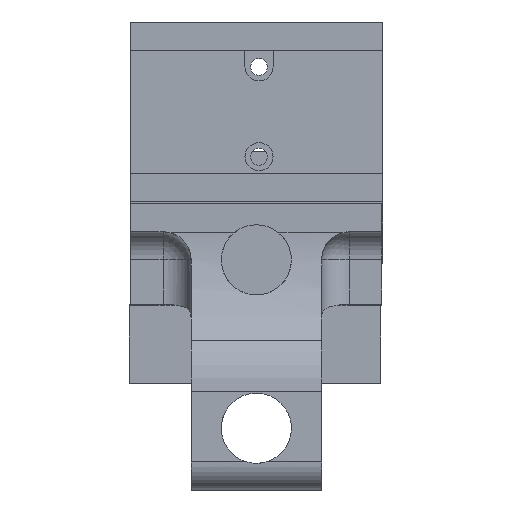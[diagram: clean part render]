
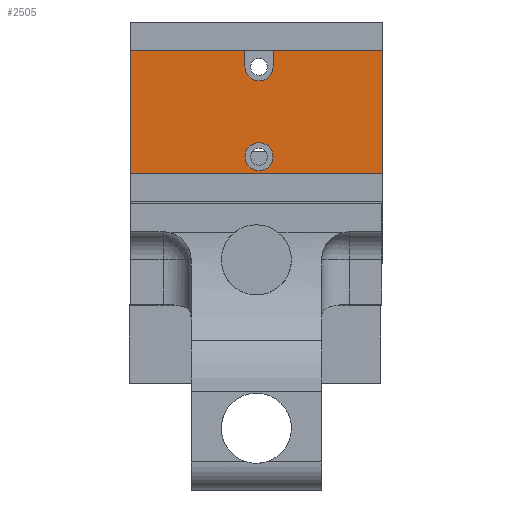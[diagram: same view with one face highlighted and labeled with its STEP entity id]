
A CAD part, left-side view. The second image highlights one B-rep face of the part: STEP entity #2505.
In plain terms, the highlighted face is planar.
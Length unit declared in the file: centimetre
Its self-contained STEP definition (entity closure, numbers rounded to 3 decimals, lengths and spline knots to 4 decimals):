
#111=LINE('',#3726,#299);
#115=LINE('',#3735,#303);
#125=LINE('',#3759,#313);
#126=LINE('',#3770,#314);
#134=LINE('',#3814,#322);
#137=LINE('',#3819,#325);
#145=LINE('',#3844,#333);
#299=VECTOR('',#2964,0.3);
#303=VECTOR('',#2970,0.3);
#313=VECTOR('',#2992,2.0477);
#314=VECTOR('',#3005,1.9523);
#322=VECTOR('',#3053,2.2);
#325=VECTOR('',#3058,2.2);
#333=VECTOR('',#3088,4.5);
#486=PLANE('',#2689);
#578=FACE_BOUND('',#875,.T.);
#691=FACE_OUTER_BOUND('',#874,.T.);
#874=EDGE_LOOP('',(#1919,#1920,#1921,#1922,#1923,#1924,#1925,#1926));
#875=EDGE_LOOP('',(#1927));
#1053=CIRCLE('',#2637,0.25);
#1055=CIRCLE('',#2641,0.25);
#1195=VERTEX_POINT('',#3724);
#1196=VERTEX_POINT('',#3725);
#1199=VERTEX_POINT('',#3733);
#1200=VERTEX_POINT('',#3734);
#1208=VERTEX_POINT('',#3757);
#1210=VERTEX_POINT('',#3763);
#1212=VERTEX_POINT('',#3769);
#1228=VERTEX_POINT('',#3813);
#1229=VERTEX_POINT('',#3817);
#1444=EDGE_CURVE('',#1195,#1196,#111,.T.);
#1448=EDGE_CURVE('',#1199,#1200,#115,.T.);
#1459=EDGE_CURVE('',#1200,#1195,#1053,.T.);
#1461=EDGE_CURVE('',#1208,#1196,#125,.T.);
#1463=EDGE_CURVE('',#1210,#1210,#1055,.T.);
#1465=EDGE_CURVE('',#1199,#1212,#126,.T.);
#1485=EDGE_CURVE('',#1212,#1228,#134,.T.);
#1488=EDGE_CURVE('',#1229,#1208,#137,.T.);
#1500=EDGE_CURVE('',#1229,#1228,#145,.T.);
#1919=ORIENTED_EDGE('',*,*,#1448,.T.);
#1920=ORIENTED_EDGE('',*,*,#1459,.T.);
#1921=ORIENTED_EDGE('',*,*,#1444,.T.);
#1922=ORIENTED_EDGE('',*,*,#1461,.F.);
#1923=ORIENTED_EDGE('',*,*,#1488,.F.);
#1924=ORIENTED_EDGE('',*,*,#1500,.T.);
#1925=ORIENTED_EDGE('',*,*,#1485,.F.);
#1926=ORIENTED_EDGE('',*,*,#1465,.F.);
#1927=ORIENTED_EDGE('',*,*,#1463,.T.);
#2505=ADVANCED_FACE('',(#691,#578),#486,.T.);
#2637=AXIS2_PLACEMENT_3D('',#3755,#2987,#2988);
#2641=AXIS2_PLACEMENT_3D('',#3764,#2997,#2998);
#2689=AXIS2_PLACEMENT_3D('',#3863,#3113,#3114);
#2964=DIRECTION('',(1.,0.,0.));
#2970=DIRECTION('',(-1.,0.,0.));
#2987=DIRECTION('center_axis',(0.,0.,-1.));
#2988=DIRECTION('ref_axis',(-1.,0.,0.));
#2992=DIRECTION('',(0.,-1.,0.));
#2997=DIRECTION('center_axis',(0.,0.,-1.));
#2998=DIRECTION('ref_axis',(-1.,0.,0.));
#3005=DIRECTION('',(0.,-1.,0.));
#3053=DIRECTION('',(-1.,0.,0.));
#3058=DIRECTION('',(1.,0.,0.));
#3088=DIRECTION('',(0.,-1.,0.));
#3113=DIRECTION('center_axis',(0.,0.,1.));
#3114=DIRECTION('ref_axis',(1.,0.,0.));
#3724=CARTESIAN_POINT('',(8.6,3.2023,-0.1));
#3725=CARTESIAN_POINT('',(8.9,3.2023,-0.1));
#3726=CARTESIAN_POINT('',(8.275,3.2023,-0.1));
#3733=CARTESIAN_POINT('',(8.9,2.7023,-0.1));
#3734=CARTESIAN_POINT('',(8.6,2.7023,-0.1));
#3735=CARTESIAN_POINT('',(8.125,2.7023,-0.1));
#3755=CARTESIAN_POINT('Origin',(8.6,2.9523,-0.1));
#3757=CARTESIAN_POINT('',(8.9,5.25,-0.1));
#3759=CARTESIAN_POINT('',(8.9,5.2,-0.1));
#3763=CARTESIAN_POINT('',(7.25,2.9523,-0.1));
#3764=CARTESIAN_POINT('Origin',(7.,2.9523,-0.1));
#3769=CARTESIAN_POINT('',(8.9,0.75,-0.1));
#3770=CARTESIAN_POINT('',(8.9,5.2,-0.1));
#3813=CARTESIAN_POINT('',(6.7,0.75,-0.1));
#3814=CARTESIAN_POINT('',(9.2,0.75,-0.1));
#3817=CARTESIAN_POINT('',(6.7,5.25,-0.1));
#3819=CARTESIAN_POINT('',(9.2,5.25,-0.1));
#3844=CARTESIAN_POINT('',(6.7,0.8,-0.1));
#3863=CARTESIAN_POINT('Origin',(7.65,5.4,-0.1));
